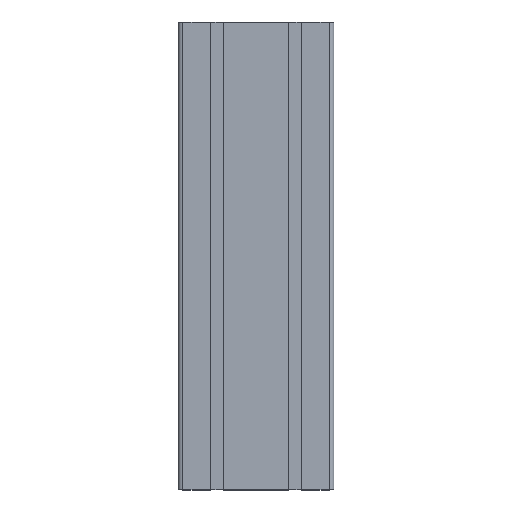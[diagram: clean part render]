
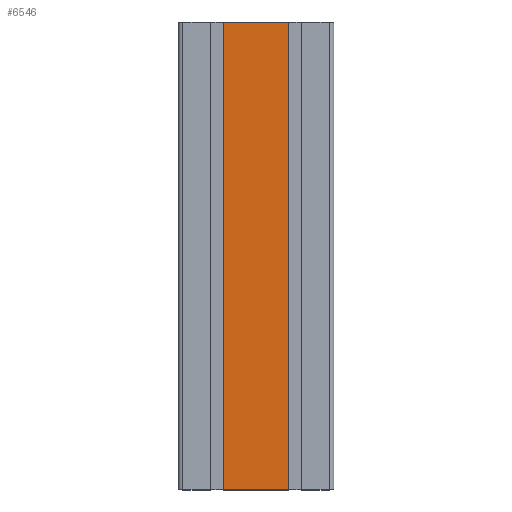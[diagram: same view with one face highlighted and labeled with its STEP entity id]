
A CAD part, top view. The second image highlights one B-rep face of the part: STEP entity #6546.
In plain terms, the highlighted face is planar.
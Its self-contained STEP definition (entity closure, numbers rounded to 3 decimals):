
#767 = CARTESIAN_POINT ( 'NONE',  ( 20.9, 50., 0. ) ) ;
#770 = CARTESIAN_POINT ( 'NONE',  ( -20.9, 50., 0. ) ) ;
#777 = CARTESIAN_POINT ( 'NONE',  ( -20.9, 50., -300. ) ) ;
#784 = CARTESIAN_POINT ( 'NONE',  ( 20.9, 50., -300. ) ) ;
#1138 = PLANE ( 'NONE',  #1758 ) ;
#1139 = CARTESIAN_POINT ( 'NONE',  ( 20.9, 50., -300. ) ) ;
#1146 = FACE_OUTER_BOUND ( 'NONE', #8300, .T. ) ;
#1154 = DIRECTION ( 'NONE',  ( 0., 0., 1. ) ) ;
#1156 = DIRECTION ( 'NONE',  ( 0., 1., 0. ) ) ;
#1486 = VECTOR ( 'NONE', #2794, 1000. ) ;
#1519 = VECTOR ( 'NONE', #2881, 1000. ) ;
#1758 = AXIS2_PLACEMENT_3D ( 'NONE', #1139, #1156, #1154 ) ;
#2472 = VECTOR ( 'NONE', #2622, 1000. ) ;
#2499 = VECTOR ( 'NONE', #2597, 1000. ) ;
#2597 = DIRECTION ( 'NONE',  ( -1., 0., 0. ) ) ;
#2607 = LINE ( 'NONE', #2608, #2499 ) ;
#2608 = CARTESIAN_POINT ( 'NONE',  ( 20.9, 50., -300. ) ) ;
#2614 = CARTESIAN_POINT ( 'NONE',  ( 20.9, 50., -300. ) ) ;
#2622 = DIRECTION ( 'NONE',  ( 0., 0., 1. ) ) ;
#2626 = LINE ( 'NONE', #2614, #2472 ) ;
#2794 = DIRECTION ( 'NONE',  ( 0., 0., 1. ) ) ;
#2804 = CARTESIAN_POINT ( 'NONE',  ( -20.9, 50., -300. ) ) ;
#2811 = LINE ( 'NONE', #2804, #1486 ) ;
#2881 = DIRECTION ( 'NONE',  ( -1., 0., 0. ) ) ;
#2885 = LINE ( 'NONE', #2898, #1519 ) ;
#2898 = CARTESIAN_POINT ( 'NONE',  ( 20.9, 50., 0. ) ) ;
#5294 = ORIENTED_EDGE ( 'NONE', *, *, #5953, .F. ) ;
#5335 = ORIENTED_EDGE ( 'NONE', *, *, #5936, .T. ) ;
#5354 = ORIENTED_EDGE ( 'NONE', *, *, #6096, .F. ) ;
#5359 = ORIENTED_EDGE ( 'NONE', *, *, #6045, .T. ) ;
#5936 = EDGE_CURVE ( 'NONE', #7369, #7379, #2607, .T. ) ;
#5953 = EDGE_CURVE ( 'NONE', #7369, #7358, #2626, .T. ) ;
#6045 = EDGE_CURVE ( 'NONE', #7379, #7367, #2811, .T. ) ;
#6096 = EDGE_CURVE ( 'NONE', #7358, #7367, #2885, .T. ) ;
#6546 = ADVANCED_FACE ( 'PLANAR_11', ( #1146 ), #1138, .T. ) ;
#7358 = VERTEX_POINT ( 'NONE', #767 ) ;
#7367 = VERTEX_POINT ( 'NONE', #770 ) ;
#7369 = VERTEX_POINT ( 'NONE', #784 ) ;
#7379 = VERTEX_POINT ( 'NONE', #777 ) ;
#8300 = EDGE_LOOP ( 'NONE', ( #5354, #5294, #5335, #5359 ) ) ;
